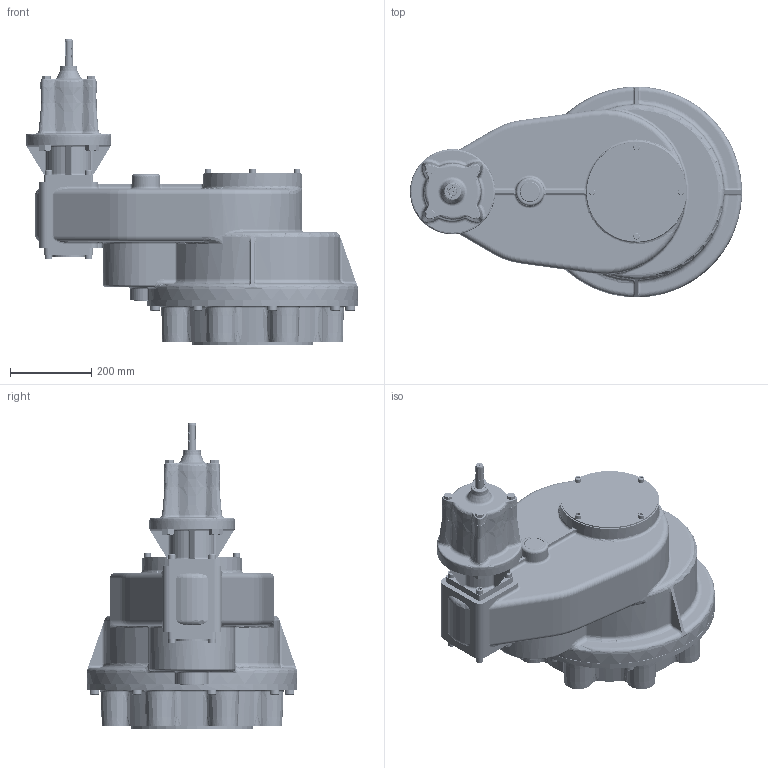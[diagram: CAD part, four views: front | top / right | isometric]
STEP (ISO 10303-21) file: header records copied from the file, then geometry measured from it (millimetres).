
FILE_DESCRIPTION(/* description */ ('Unknown'),/* implementation_level */ '2;1');
FILE_NAME(/* name */ 'PUB-HOS15MPR19-230.4-MAN-F40_SOLID_1-1',/* time_stamp */ '2019-10-22T12:07:58+01:00',/* author */ ('Unknown'),/* organization */ ('Unknown'),/* preprocessor_version */ 'ST-DEVELOPER v16.7',/* originating_system */ 'DEX',/* authorisation */ $);
FILE_SCHEMA (('AUTOMOTIVE_DESIGN {1 0 10303 214 3 1 1}'));
Products named in the file (1): PUB-HOS15MPR19-230.4-MAN-F40_SOLID_1-1
Bounding box: 818.7 x 520 x 754.62 mm (x, y, z)
Volume: 69311222.6 mm3; surface area: 2447515.3 mm2
Topology: 4 solids, 4 shells, 8054 faces, 22913 edges, 14343 vertices
Faces by surface type: plane 3942, cylinder 2947, bspline 482, cone 347, torus 300, sphere 36
Full cylindrical faces by diameter (mm): 0.1 x1, 2.5 x2, 4.917 x4, 5 x142, 6 x2, 15 x3, 16 x4, 17 x3, 18 x8, 20 x3, 22.098 x1, 23 x2, 24 x8, 26 x10, 30 x1, 31.67 x16, 36 x1, 42 x1, 50 x1, 70 x1, 80 x1, 100 x1, 102 x1, 125 x1, 128 x1, 155 x1, 159.7 x2, 159.88 x1, 159.984 x3, 160 x8
Entity records: 281982 total; most frequent: CARTESIAN_POINT 76463, ORIENTED_EDGE 44360, DIRECTION 42440, EDGE_CURVE 22180, AXIS2_PLACEMENT_3D 16526, VERTEX_POINT 14184, LINE 9388, VECTOR 9388
